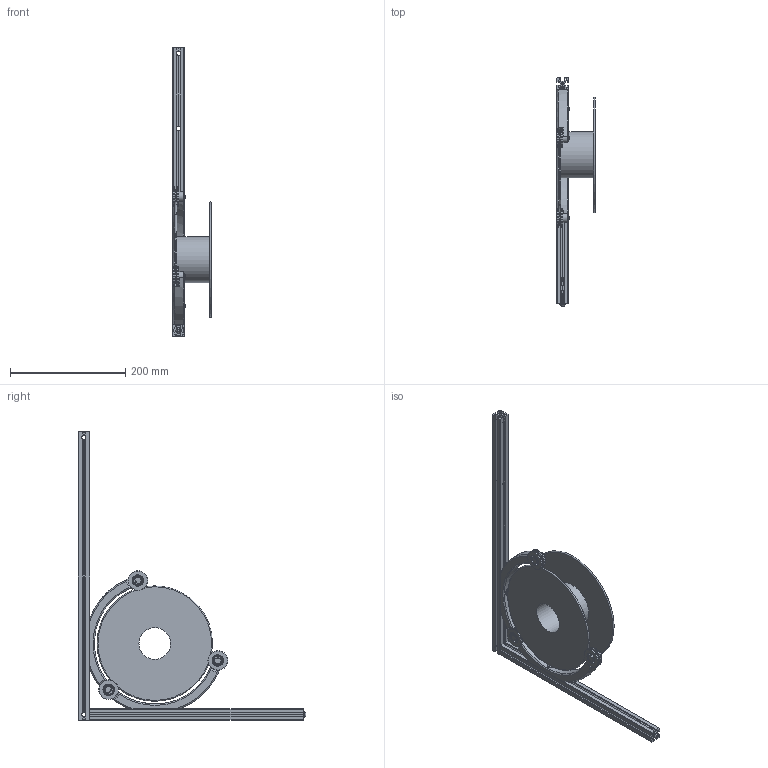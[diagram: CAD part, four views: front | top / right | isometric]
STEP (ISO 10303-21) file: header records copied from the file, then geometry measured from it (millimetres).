
FILE_DESCRIPTION(/* description */ (''),/* implementation_level */ '2;1');
FILE_NAME(/* name */ 'Trident-InternalSpool v10.step',/* time_stamp */ '2022-05-01T13:55:48-07:00',/* author */ (''),/* organization */ (''),/* preprocessor_version */ 'ST-DEVELOPER v18.1',/* originating_system */ 'Autodesk Translation Framework v10.14.0.1471',/* authorisation */ '');
FILE_SCHEMA (('AUTOMOTIVE_DESIGN { 1 0 10303 214 3 1 1 }'));
Products named in the file (21): Trident-InternalSpool; HFSB5-2020-370-TPW (8); M5x16 BHCS (33); M5x16 BHCS (32); 2020 Drop-in T-nut, M5 (28); 2020 Drop-in T-nut, M5 (31); 2020 Drop-in T-nut, M3 (38); 2020 Drop-in T-nut, M5 (32); 2020 Drop-in T-nut, M3 (39); 2020 Drop-in T-nut, M5 (52); 2020 Drop-in T-nut, M5 (51); 2020 Drop-in T-nut, M5 (50); 2020 Drop-in T-nut, M5 (49); 2020 Drop-in T-nut, M5 (48); 2020 Drop-in T-nut, M5 (47); HFSB5-2020-500-LCP-RCP-AV360 (3); Trident_InternalSpoolHolder; PlasticBolt(3x); M3x8 SHCS (3x) (1); 608BearingRing(6x); Filament Spool
Assembly tree (20 placements, depth 4):
  Trident-InternalSpool
    HFSB5-2020-370-TPW (8)
      M5x16 BHCS (33)
      M5x16 BHCS (32)
      2020 Drop-in T-nut, M5 (28)
      2020 Drop-in T-nut, M5 (31)
      2020 Drop-in T-nut, M3 (38)
      2020 Drop-in T-nut, M5 (32)
      2020 Drop-in T-nut, M3 (39)
      2020 Drop-in T-nut, M5 (52)
      2020 Drop-in T-nut, M5 (51)
      2020 Drop-in T-nut, M5 (50)
      2020 Drop-in T-nut, M5 (49)
      2020 Drop-in T-nut, M5 (48)
      2020 Drop-in T-nut, M5 (47)
    HFSB5-2020-500-LCP-RCP-AV360 (3)
    Trident_InternalSpoolHolder
      PlasticBolt(3x)
        M3x8 SHCS (3x) (1)
      608BearingRing(6x)
    Filament Spool
Bounding box: 67.15 x 394.75 x 500 mm (x, y, z)
Volume: 620061.9 mm3; surface area: 341329.3 mm2
Topology: 29 solids, 29 shells, 1027 faces, 2773 edges, 1793 vertices
Faces by surface type: plane 480, cylinder 346, cone 143, bspline 42, torus 14, sphere 2
Full cylindrical faces by diameter (mm): 3 x3, 3.086 x2, 3.961 x38, 4.134 x2, 4.2 x14, 5 x36, 5.2 x2, 5.5 x3, 7.35 x9, 8 x3, 9.5 x2, 12.2 x2, 16 x3, 19 x6, 22.2 x6, 34 x6, 55 x1, 80 x1
Entity records: 45596 total; most frequent: CARTESIAN_POINT 19694, ORIENTED_EDGE 5546, DIRECTION 5061, EDGE_CURVE 2773, AXIS2_PLACEMENT_3D 1876, VERTEX_POINT 1793, LINE 1309, VECTOR 1309
